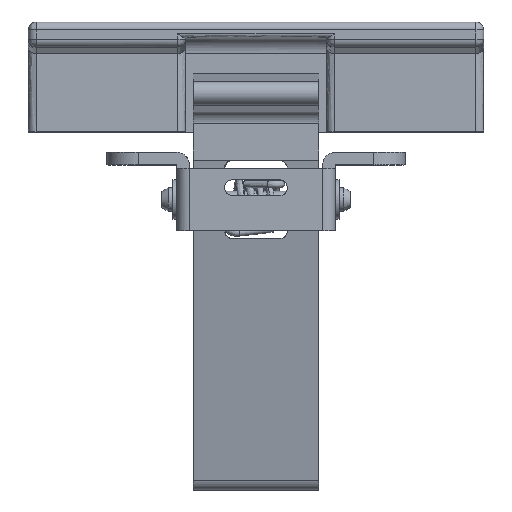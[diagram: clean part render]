
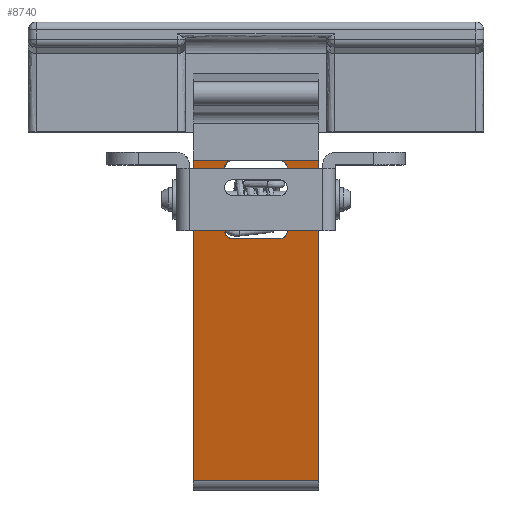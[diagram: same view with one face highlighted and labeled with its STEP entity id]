
A CAD part, top view. The second image highlights one B-rep face of the part: STEP entity #8740.
In plain terms, the highlighted free-form (B-spline) face has degree [1, 1] with [2, 2] control points.
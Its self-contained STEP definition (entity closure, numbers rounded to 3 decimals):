
#8621=CARTESIAN_POINT('',(-8.799,-37.827,-1.429));
#8622=CARTESIAN_POINT('',(-8.799,7.037,7.401));
#8623=CARTESIAN_POINT('',(8.799,-37.827,-1.429));
#8624=CARTESIAN_POINT('',(8.799,7.037,7.401));
#8625=B_SPLINE_SURFACE_WITH_KNOTS('',1,1,((#8621,#8623),(#8622,#8624)),.UNSPECIFIED.,.F.,.F.,.U.,(2,2),(2,2),(0.0,45.725),(0.0,17.598),.UNSPECIFIED.);
#8626=CARTESIAN_POINT('',(4.0,4.,6.803));
#8627=VERTEX_POINT('',#8626);
#8628=CARTESIAN_POINT('',(3.0,5.,7.));
#8629=VERTEX_POINT('',#8628);
#8630=CARTESIAN_POINT('',(4.0,4.,6.803));
#8631=CARTESIAN_POINT('',(4.,5.,7.));
#8632=CARTESIAN_POINT('',(3.0,5.,7.));
#8640=(BOUNDED_CURVE()B_SPLINE_CURVE(2,(#8630,#8631,#8632),.UNSPECIFIED.,.F.,.U.)CURVE()GEOMETRIC_REPRESENTATION_ITEM()QUASI_UNIFORM_CURVE()RATIONAL_B_SPLINE_CURVE((1.0,0.707,1.0))REPRESENTATION_ITEM(''));
#8641=EDGE_CURVE('',#8627,#8629,#8640,.T.);
#8642=ORIENTED_EDGE('',*,*,#8641,.F.);
#8643=CARTESIAN_POINT('',(4.0,-4.,5.229));
#8644=VERTEX_POINT('',#8643);
#8645=CARTESIAN_POINT('',(4.0,4.,6.803));
#8646=CARTESIAN_POINT('',(4.0,-4.,5.229));
#8647=QUASI_UNIFORM_CURVE('',1,(#8645,#8646),.UNSPECIFIED.,.F.,.U.);
#8648=EDGE_CURVE('',#8627,#8644,#8647,.T.);
#8649=ORIENTED_EDGE('',*,*,#8648,.T.);
#8650=CARTESIAN_POINT('',(3.0,-5.,5.032));
#8651=VERTEX_POINT('',#8650);
#8652=CARTESIAN_POINT('',(3.0,-5.,5.032));
#8653=CARTESIAN_POINT('',(4.,-5.,5.032));
#8654=CARTESIAN_POINT('',(4.0,-4.,5.229));
#8662=(BOUNDED_CURVE()B_SPLINE_CURVE(2,(#8652,#8653,#8654),.UNSPECIFIED.,.F.,.U.)CURVE()GEOMETRIC_REPRESENTATION_ITEM()QUASI_UNIFORM_CURVE()RATIONAL_B_SPLINE_CURVE((1.0,0.707,1.0))REPRESENTATION_ITEM(''));
#8663=EDGE_CURVE('',#8651,#8644,#8662,.T.);
#8664=ORIENTED_EDGE('',*,*,#8663,.F.);
#8665=CARTESIAN_POINT('',(-3.0,-5.,5.032));
#8666=VERTEX_POINT('',#8665);
#8667=CARTESIAN_POINT('',(3.0,-5.,5.032));
#8668=CARTESIAN_POINT('',(-3.0,-5.,5.032));
#8669=QUASI_UNIFORM_CURVE('',1,(#8667,#8668),.UNSPECIFIED.,.F.,.U.);
#8670=EDGE_CURVE('',#8651,#8666,#8669,.T.);
#8671=ORIENTED_EDGE('',*,*,#8670,.T.);
#8672=CARTESIAN_POINT('',(-4.0,-4.,5.229));
#8673=VERTEX_POINT('',#8672);
#8674=CARTESIAN_POINT('',(-4.0,-4.,5.229));
#8675=CARTESIAN_POINT('',(-4.,-4.113,5.206));
#8676=CARTESIAN_POINT('',(-3.967,-4.308,5.168));
#8677=CARTESIAN_POINT('',(-3.817,-4.609,5.109));
#8678=CARTESIAN_POINT('',(-3.597,-4.826,5.066));
#8679=CARTESIAN_POINT('',(-3.297,-4.969,5.038));
#8680=CARTESIAN_POINT('',(-3.107,-5.,5.032));
#8681=CARTESIAN_POINT('',(-3.0,-5.,5.032));
#8682=B_SPLINE_CURVE_WITH_KNOTS('',3,(#8674,#8675,#8676,#8677,#8678,#8679,#8680,#8681),.UNSPECIFIED.,.F.,.U.,(4,1,1,1,1,4),(0.,0.347,0.595,1.016,1.264,1.586),.UNSPECIFIED.);
#8683=EDGE_CURVE('',#8673,#8666,#8682,.T.);
#8684=ORIENTED_EDGE('',*,*,#8683,.F.);
#8685=CARTESIAN_POINT('',(-4.0,4.,6.803));
#8686=VERTEX_POINT('',#8685);
#8687=CARTESIAN_POINT('',(-4.0,-4.,5.229));
#8688=CARTESIAN_POINT('',(-4.0,4.,6.803));
#8689=QUASI_UNIFORM_CURVE('',1,(#8687,#8688),.UNSPECIFIED.,.F.,.U.);
#8690=EDGE_CURVE('',#8673,#8686,#8689,.T.);
#8691=ORIENTED_EDGE('',*,*,#8690,.T.);
#8692=CARTESIAN_POINT('',(-3.0,5.,7.));
#8693=VERTEX_POINT('',#8692);
#8694=CARTESIAN_POINT('',(-3.0,5.,7.));
#8695=CARTESIAN_POINT('',(-3.107,5.,7.));
#8696=CARTESIAN_POINT('',(-3.297,4.969,6.994));
#8697=CARTESIAN_POINT('',(-3.529,4.858,6.972));
#8698=CARTESIAN_POINT('',(-3.749,4.685,6.938));
#8699=CARTESIAN_POINT('',(-3.944,4.405,6.883));
#8700=CARTESIAN_POINT('',(-4.,4.138,6.83));
#8701=CARTESIAN_POINT('',(-4.0,4.,6.803));
#8702=B_SPLINE_CURVE_WITH_KNOTS('',3,(#8694,#8695,#8696,#8697,#8698,#8699,#8700,#8701),.UNSPECIFIED.,.F.,.U.,(4,1,1,1,1,4),(0.,0.322,0.57,0.768,1.165,1.586),.UNSPECIFIED.);
#8703=EDGE_CURVE('',#8693,#8686,#8702,.T.);
#8704=ORIENTED_EDGE('',*,*,#8703,.F.);
#8705=CARTESIAN_POINT('',(-8.0,5.0,7.0));
#8706=VERTEX_POINT('',#8705);
#8707=CARTESIAN_POINT('',(-3.0,5.,7.));
#8708=CARTESIAN_POINT('',(-8.0,5.0,7.0));
#8709=QUASI_UNIFORM_CURVE('',1,(#8707,#8708),.UNSPECIFIED.,.F.,.U.);
#8710=EDGE_CURVE('',#8693,#8706,#8709,.T.);
#8711=ORIENTED_EDGE('',*,*,#8710,.T.);
#8712=CARTESIAN_POINT('',(-8.0,-35.79,-1.028));
#8713=VERTEX_POINT('',#8712);
#8714=CARTESIAN_POINT('',(-8.0,5.0,7.0));
#8715=CARTESIAN_POINT('',(-8.0,-35.79,-1.028));
#8716=QUASI_UNIFORM_CURVE('',1,(#8714,#8715),.UNSPECIFIED.,.F.,.U.);
#8717=EDGE_CURVE('',#8706,#8713,#8716,.T.);
#8718=ORIENTED_EDGE('',*,*,#8717,.T.);
#8719=CARTESIAN_POINT('',(8.,-35.79,-1.028));
#8720=VERTEX_POINT('',#8719);
#8721=CARTESIAN_POINT('',(8.,-35.79,-1.028));
#8722=CARTESIAN_POINT('',(-8.0,-35.79,-1.028));
#8723=QUASI_UNIFORM_CURVE('',1,(#8721,#8722),.UNSPECIFIED.,.F.,.U.);
#8724=EDGE_CURVE('',#8720,#8713,#8723,.T.);
#8725=ORIENTED_EDGE('',*,*,#8724,.F.);
#8726=CARTESIAN_POINT('',(8.,5.0,7.0));
#8727=VERTEX_POINT('',#8726);
#8728=CARTESIAN_POINT('',(8.,5.0,7.0));
#8729=CARTESIAN_POINT('',(8.,-35.79,-1.028));
#8730=QUASI_UNIFORM_CURVE('',1,(#8728,#8729),.UNSPECIFIED.,.F.,.U.);
#8731=EDGE_CURVE('',#8727,#8720,#8730,.T.);
#8732=ORIENTED_EDGE('',*,*,#8731,.F.);
#8733=CARTESIAN_POINT('',(8.,5.0,7.0));
#8734=CARTESIAN_POINT('',(3.0,5.,7.));
#8735=QUASI_UNIFORM_CURVE('',1,(#8733,#8734),.UNSPECIFIED.,.F.,.U.);
#8736=EDGE_CURVE('',#8727,#8629,#8735,.T.);
#8737=ORIENTED_EDGE('',*,*,#8736,.T.);
#8738=EDGE_LOOP('',(#8642,#8649,#8664,#8671,#8684,#8691,#8704,#8711,#8718,#8725,#8732,#8737));
#8739=FACE_OUTER_BOUND('',#8738,.T.);
#8740=ADVANCED_FACE('',(#8739),#8625,.F.);
